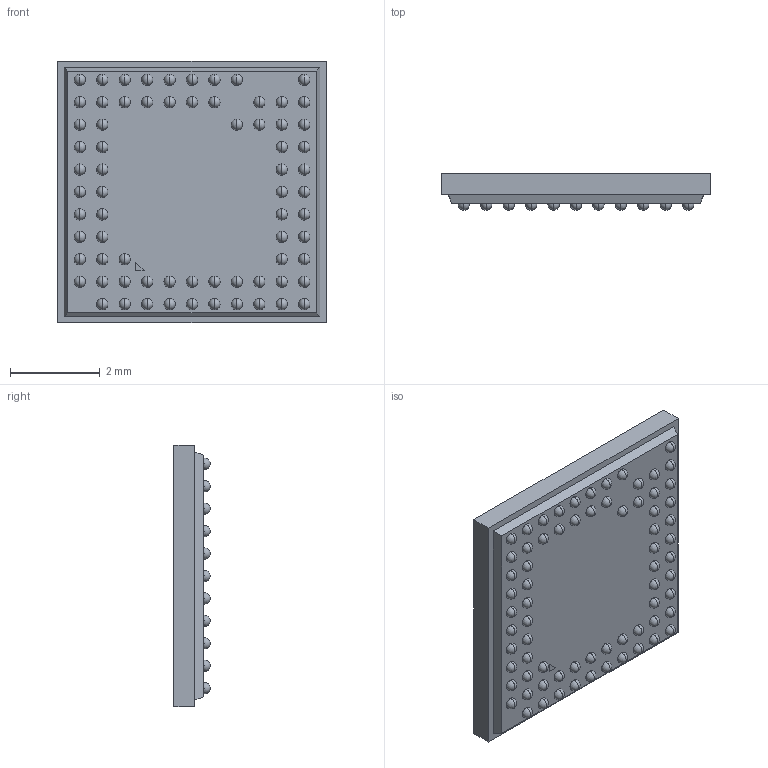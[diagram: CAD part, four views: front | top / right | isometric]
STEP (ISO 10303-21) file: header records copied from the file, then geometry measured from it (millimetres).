
FILE_DESCRIPTION (( 'STEP AP214' ), '1' );
FILE_NAME ('OV5640-A71A.STEP', '2020-11-10T14:45:33', ( '' ), ( '' ), 'SwSTEP 2.0', 'SolidWorks 2017', '' );
FILE_SCHEMA (( 'AUTOMOTIVE_DESIGN' ));
Length unit declared in the file: millimetre
Products named in the file (1): OV5640-A71A
Bounding box: 5.99 x 0.81 x 5.83 mm (x, y, z)
Volume: 22.7 mm3; surface area: 228.5 mm2
Topology: 76 solids, 76 shells, 255 faces, 729 edges, 486 vertices
Faces by surface type: sphere 142, plane 113
Entity records: 6513 total; most frequent: DIRECTION 1170, CARTESIAN_POINT 903, ORIENTED_EDGE 748, AXIS2_PLACEMENT_3D 540, EDGE_CURVE 374, CIRCLE 284, VERTEX_POINT 273, EDGE_LOOP 259
